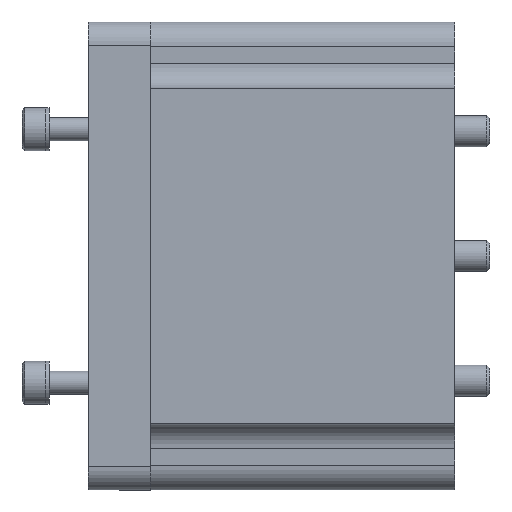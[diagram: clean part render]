
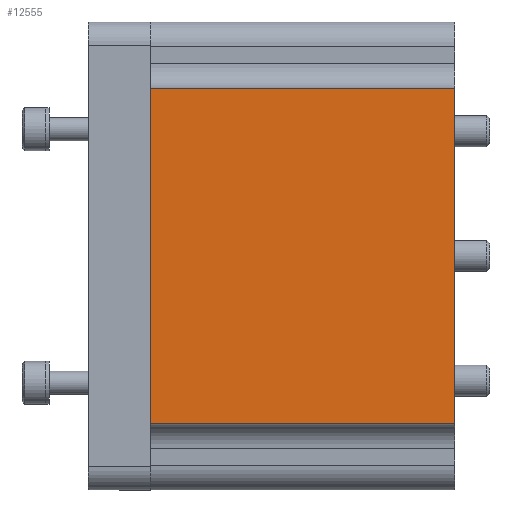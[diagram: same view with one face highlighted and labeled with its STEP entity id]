
A CAD part, front view. The second image highlights one B-rep face of the part: STEP entity #12555.
In plain terms, the highlighted planar face has unit normal (0, -1, 0).
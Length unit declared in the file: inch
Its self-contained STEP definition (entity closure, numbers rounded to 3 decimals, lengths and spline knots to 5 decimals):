
#43 = CARTESIAN_POINT ( 'NONE',  ( 0.76772, -0.8189, 0.84646 ) ) ;
#1264 = EDGE_CURVE ( 'NONE', #12218, #8923, #9372, .T. ) ;
#1832 = CARTESIAN_POINT ( 'NONE',  ( -0.76772, -0.8189, 1.1811 ) ) ;
#2141 = VERTEX_POINT ( 'NONE', #43 ) ;
#2322 = ORIENTED_EDGE ( 'NONE', *, *, #14039, .F. ) ;
#2942 = CARTESIAN_POINT ( 'NONE',  ( -0.76772, -0.8189, 1.1811 ) ) ;
#3660 = ORIENTED_EDGE ( 'NONE', *, *, #1264, .F. ) ;
#3711 = DIRECTION ( 'NONE',  ( 1., 0., 0. ) ) ;
#3735 = VECTOR ( 'NONE', #3853, 39.37008 ) ;
#3807 = CARTESIAN_POINT ( 'NONE',  ( -0.76772, -0.8189, 0.84646 ) ) ;
#3853 = DIRECTION ( 'NONE',  ( 0., 0., -1. ) ) ;
#4719 = DIRECTION ( 'NONE',  ( -1., 0., 0. ) ) ;
#6145 = CARTESIAN_POINT ( 'NONE',  ( -0.76772, -0.8189, -0.84646 ) ) ;
#6604 = CARTESIAN_POINT ( 'NONE',  ( -0.76772, -0.8189, -0.84646 ) ) ;
#6644 = VECTOR ( 'NONE', #20490, 39.37008 ) ;
#7048 = LINE ( 'NONE', #3807, #10713 ) ;
#7837 = PLANE ( 'NONE',  #10042 ) ;
#8302 = DIRECTION ( 'NONE',  ( 0., 0., 1. ) ) ;
#8923 = VERTEX_POINT ( 'NONE', #17033 ) ;
#9150 = ORIENTED_EDGE ( 'NONE', *, *, #11801, .F. ) ;
#9372 = LINE ( 'NONE', #1832, #18000 ) ;
#10042 = AXIS2_PLACEMENT_3D ( 'NONE', #2942, #14233, #4719 ) ;
#10242 = CARTESIAN_POINT ( 'NONE',  ( 0.76772, -0.8189, 1.1811 ) ) ;
#10610 = CARTESIAN_POINT ( 'NONE',  ( 0.76772, -0.8189, -0.84646 ) ) ;
#10713 = VECTOR ( 'NONE', #3711, 39.37008 ) ;
#11117 = FACE_OUTER_BOUND ( 'NONE', #13073, .T. ) ;
#11801 = EDGE_CURVE ( 'NONE', #15874, #12218, #20584, .T. ) ;
#12218 = VERTEX_POINT ( 'NONE', #6604 ) ;
#12555 = ADVANCED_FACE ( 'NONE', ( #11117 ), #7837, .F. ) ;
#13073 = EDGE_LOOP ( 'NONE', ( #2322, #19324, #3660, #9150 ) ) ;
#14039 = EDGE_CURVE ( 'NONE', #2141, #15874, #16524, .T. ) ;
#14233 = DIRECTION ( 'NONE',  ( 0., 1., 0. ) ) ;
#15713 = EDGE_CURVE ( 'NONE', #8923, #2141, #7048, .T. ) ;
#15874 = VERTEX_POINT ( 'NONE', #10610 ) ;
#16524 = LINE ( 'NONE', #10242, #3735 ) ;
#17033 = CARTESIAN_POINT ( 'NONE',  ( -0.76772, -0.8189, 0.84646 ) ) ;
#18000 = VECTOR ( 'NONE', #8302, 39.37008 ) ;
#19324 = ORIENTED_EDGE ( 'NONE', *, *, #15713, .F. ) ;
#20490 = DIRECTION ( 'NONE',  ( -1., 0., 0. ) ) ;
#20584 = LINE ( 'NONE', #6145, #6644 ) ;
